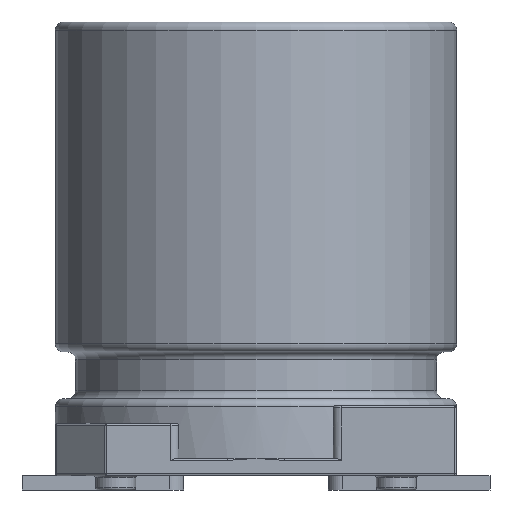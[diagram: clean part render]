
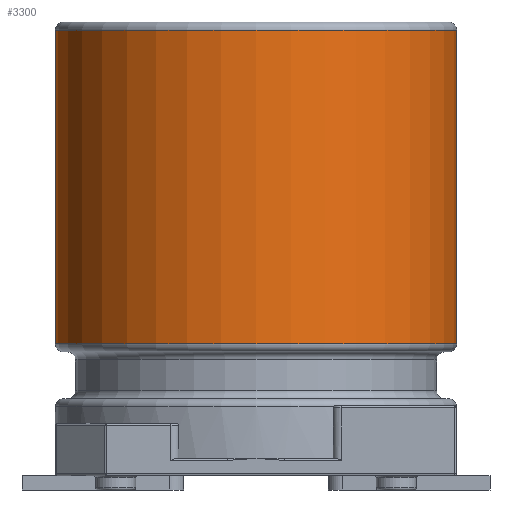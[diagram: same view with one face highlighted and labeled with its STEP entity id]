
A CAD part, front view. The second image highlights one B-rep face of the part: STEP entity #3300.
In plain terms, the highlighted cylindrical face has radius 9 mm (diameter 18 mm), a full revolution.
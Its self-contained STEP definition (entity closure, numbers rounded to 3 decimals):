
#333=CYLINDRICAL_SURFACE('',#3595,9.);
#468=FACE_OUTER_BOUND('',#631,.T.);
#631=EDGE_LOOP('',(#2997,#2998,#2999,#3000,#3001,#3002));
#798=LINE('',#6461,#954);
#954=VECTOR('',#4302,9.);
#1107=CIRCLE('',#3593,9.);
#1108=CIRCLE('',#3594,9.);
#1109=CIRCLE('',#3596,9.);
#1110=CIRCLE('',#3597,9.);
#1515=VERTEX_POINT('',#6454);
#1516=VERTEX_POINT('',#6456);
#1517=VERTEX_POINT('',#6460);
#1518=VERTEX_POINT('',#6462);
#2025=EDGE_CURVE('',#1515,#1516,#1107,.T.);
#2026=EDGE_CURVE('',#1516,#1515,#1108,.T.);
#2027=EDGE_CURVE('',#1516,#1517,#798,.T.);
#2028=EDGE_CURVE('',#1518,#1517,#1109,.T.);
#2029=EDGE_CURVE('',#1517,#1518,#1110,.T.);
#2997=ORIENTED_EDGE('',*,*,#2026,.F.);
#2998=ORIENTED_EDGE('',*,*,#2027,.T.);
#2999=ORIENTED_EDGE('',*,*,#2028,.F.);
#3000=ORIENTED_EDGE('',*,*,#2029,.F.);
#3001=ORIENTED_EDGE('',*,*,#2027,.F.);
#3002=ORIENTED_EDGE('',*,*,#2025,.F.);
#3300=ADVANCED_FACE('',(#468),#333,.T.);
#3593=AXIS2_PLACEMENT_3D('',#6457,#4296,#4297);
#3594=AXIS2_PLACEMENT_3D('',#6458,#4298,#4299);
#3595=AXIS2_PLACEMENT_3D('',#6459,#4300,#4301);
#3596=AXIS2_PLACEMENT_3D('',#6463,#4303,#4304);
#3597=AXIS2_PLACEMENT_3D('',#6464,#4305,#4306);
#4296=DIRECTION('center_axis',(0.,0.,1.));
#4297=DIRECTION('ref_axis',(0.,1.,0.));
#4298=DIRECTION('center_axis',(0.,0.,1.));
#4299=DIRECTION('ref_axis',(0.,1.,0.));
#4300=DIRECTION('center_axis',(0.,0.,1.));
#4301=DIRECTION('ref_axis',(0.,1.,0.));
#4302=DIRECTION('',(0.,0.,-1.));
#4303=DIRECTION('center_axis',(0.,0.,-1.));
#4304=DIRECTION('ref_axis',(0.,-1.,0.));
#4305=DIRECTION('center_axis',(0.,0.,-1.));
#4306=DIRECTION('ref_axis',(0.,-1.,0.));
#6454=CARTESIAN_POINT('',(0.,9.,20.64));
#6456=CARTESIAN_POINT('',(0.,-9.,20.64));
#6457=CARTESIAN_POINT('Origin',(0.,0.,20.64));
#6458=CARTESIAN_POINT('Origin',(0.,0.,20.64));
#6459=CARTESIAN_POINT('Origin',(0.,0.,1.418));
#6460=CARTESIAN_POINT('',(0.,-9.,6.555));
#6461=CARTESIAN_POINT('',(0.,-9.,1.418));
#6462=CARTESIAN_POINT('',(0.,9.,6.555));
#6463=CARTESIAN_POINT('Origin',(0.,0.,6.555));
#6464=CARTESIAN_POINT('Origin',(0.,0.,6.555));
